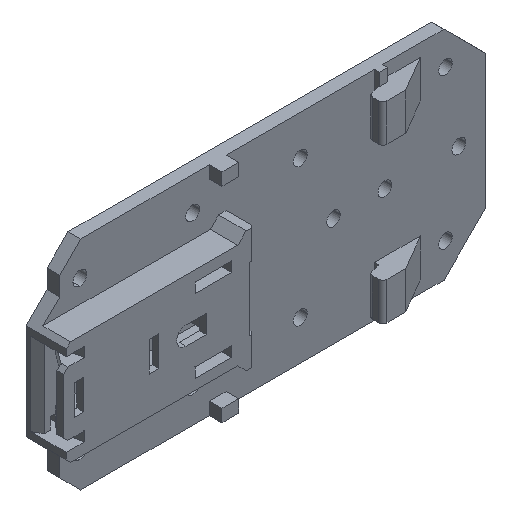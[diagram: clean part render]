
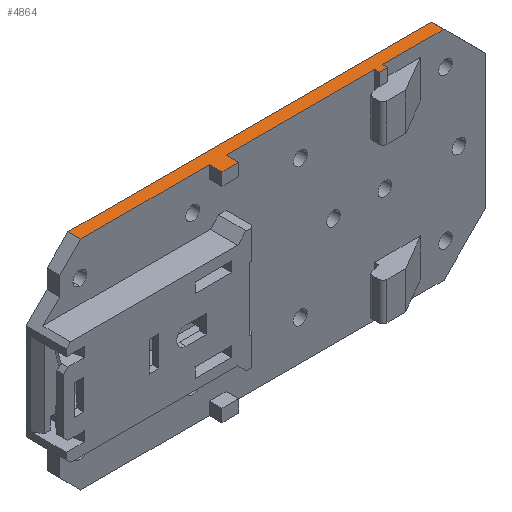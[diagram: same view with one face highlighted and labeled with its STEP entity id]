
A CAD part, isometric view. The second image highlights one B-rep face of the part: STEP entity #4864.
In plain terms, the highlighted planar face has unit normal (0, 0, 1).
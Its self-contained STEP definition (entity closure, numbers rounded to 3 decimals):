
#563=DIRECTION('',(-1.,0.,0.));
#564=VECTOR('',#563,30.85);
#565=CARTESIAN_POINT('',(-22.,0.,26.));
#566=LINE('',#565,#564);
#567=DIRECTION('',(-1.,0.,0.));
#568=VECTOR('',#567,35.5);
#569=CARTESIAN_POINT('',(17.5,0.,26.));
#570=LINE('',#569,#568);
#583=DIRECTION('',(-1.,0.,0.));
#584=VECTOR('',#583,14.65);
#585=CARTESIAN_POINT('',(34.15,0.,26.));
#586=LINE('',#585,#584);
#805=DIRECTION('',(1.,0.,0.));
#806=VECTOR('',#805,87.);
#807=CARTESIAN_POINT('',(-52.85,3.,26.));
#808=LINE('',#807,#806);
#1223=DIRECTION('',(0.,-1.,0.));
#1224=VECTOR('',#1223,3.);
#1225=CARTESIAN_POINT('',(34.15,3.,26.));
#1226=LINE('',#1225,#1224);
#1227=DIRECTION('',(0.,1.,0.));
#1228=VECTOR('',#1227,3.);
#1229=CARTESIAN_POINT('',(-18.,-3.,26.));
#1230=LINE('',#1229,#1228);
#1231=DIRECTION('',(1.,0.,0.));
#1232=VECTOR('',#1231,4.);
#1233=CARTESIAN_POINT('',(-22.,-3.,26.));
#1234=LINE('',#1233,#1232);
#1235=DIRECTION('',(0.,-1.,0.));
#1236=VECTOR('',#1235,1.2);
#1237=CARTESIAN_POINT('',(19.5,0.,26.));
#1238=LINE('',#1237,#1236);
#1331=DIRECTION('',(0.,1.,0.));
#1332=VECTOR('',#1331,1.2);
#1333=CARTESIAN_POINT('',(17.5,-1.2,26.));
#1334=LINE('',#1333,#1332);
#1339=DIRECTION('',(-1.,0.,0.));
#1340=VECTOR('',#1339,2.);
#1341=CARTESIAN_POINT('',(19.5,-1.2,26.));
#1342=LINE('',#1341,#1340);
#1375=DIRECTION('',(0.,1.,0.));
#1376=VECTOR('',#1375,3.);
#1377=CARTESIAN_POINT('',(-22.,-3.,26.));
#1378=LINE('',#1377,#1376);
#1391=DIRECTION('',(0.,1.,0.));
#1392=VECTOR('',#1391,3.);
#1393=CARTESIAN_POINT('',(-52.85,0.,26.));
#1394=LINE('',#1393,#1392);
#2395=CARTESIAN_POINT('',(34.15,3.,26.));
#2396=VERTEX_POINT('',#2395);
#2397=CARTESIAN_POINT('',(-52.85,3.,26.));
#2398=VERTEX_POINT('',#2397);
#2437=CARTESIAN_POINT('',(17.5,0.,26.));
#2438=VERTEX_POINT('',#2437);
#2439=CARTESIAN_POINT('',(17.5,-1.2,26.));
#2440=VERTEX_POINT('',#2439);
#2489=CARTESIAN_POINT('',(34.15,0.,26.));
#2490=VERTEX_POINT('',#2489);
#2491=CARTESIAN_POINT('',(19.5,0.,26.));
#2492=VERTEX_POINT('',#2491);
#2493=CARTESIAN_POINT('',(19.5,-1.2,26.));
#2494=VERTEX_POINT('',#2493);
#2495=CARTESIAN_POINT('',(-18.,0.,26.));
#2496=VERTEX_POINT('',#2495);
#2497=CARTESIAN_POINT('',(-18.,-3.,26.));
#2498=VERTEX_POINT('',#2497);
#2499=CARTESIAN_POINT('',(-22.,-3.,26.));
#2500=VERTEX_POINT('',#2499);
#2501=CARTESIAN_POINT('',(-22.,0.,26.));
#2502=VERTEX_POINT('',#2501);
#2503=CARTESIAN_POINT('',(-52.85,0.,26.));
#2504=VERTEX_POINT('',#2503);
#4838=CARTESIAN_POINT('',(-35.985,0.,26.));
#4839=DIRECTION('',(0.,0.,1.));
#4840=DIRECTION('',(1.,0.,0.));
#4841=AXIS2_PLACEMENT_3D('',#4838,#4839,#4840);
#4842=PLANE('',#4841);
#4843=ORIENTED_EDGE('',*,*,#4193,.T.);
#4844=ORIENTED_EDGE('',*,*,#4826,.T.);
#4845=ORIENTED_EDGE('',*,*,#3969,.T.);
#4847=ORIENTED_EDGE('',*,*,#4846,.T.);
#4849=ORIENTED_EDGE('',*,*,#4848,.T.);
#4851=ORIENTED_EDGE('',*,*,#4850,.T.);
#4852=ORIENTED_EDGE('',*,*,#3957,.T.);
#4854=ORIENTED_EDGE('',*,*,#4853,.F.);
#4856=ORIENTED_EDGE('',*,*,#4855,.F.);
#4858=ORIENTED_EDGE('',*,*,#4857,.T.);
#4859=ORIENTED_EDGE('',*,*,#3949,.T.);
#4861=ORIENTED_EDGE('',*,*,#4860,.T.);
#4862=EDGE_LOOP('',(#4843,#4844,#4845,#4847,#4849,#4851,#4852,#4854,#4856,#4858,
#4859,#4861));
#4863=FACE_OUTER_BOUND('',#4862,.F.);
#4864=ADVANCED_FACE('',(#4863),#4842,.T.);
#3949=EDGE_CURVE('',#2502,#2504,#566,.T.);
#3957=EDGE_CURVE('',#2438,#2496,#570,.T.);
#3969=EDGE_CURVE('',#2490,#2492,#586,.T.);
#4193=EDGE_CURVE('',#2398,#2396,#808,.T.);
#4826=EDGE_CURVE('',#2396,#2490,#1226,.T.);
#4846=EDGE_CURVE('',#2492,#2494,#1238,.T.);
#4848=EDGE_CURVE('',#2494,#2440,#1342,.T.);
#4850=EDGE_CURVE('',#2440,#2438,#1334,.T.);
#4853=EDGE_CURVE('',#2498,#2496,#1230,.T.);
#4855=EDGE_CURVE('',#2500,#2498,#1234,.T.);
#4857=EDGE_CURVE('',#2500,#2502,#1378,.T.);
#4860=EDGE_CURVE('',#2504,#2398,#1394,.T.);
